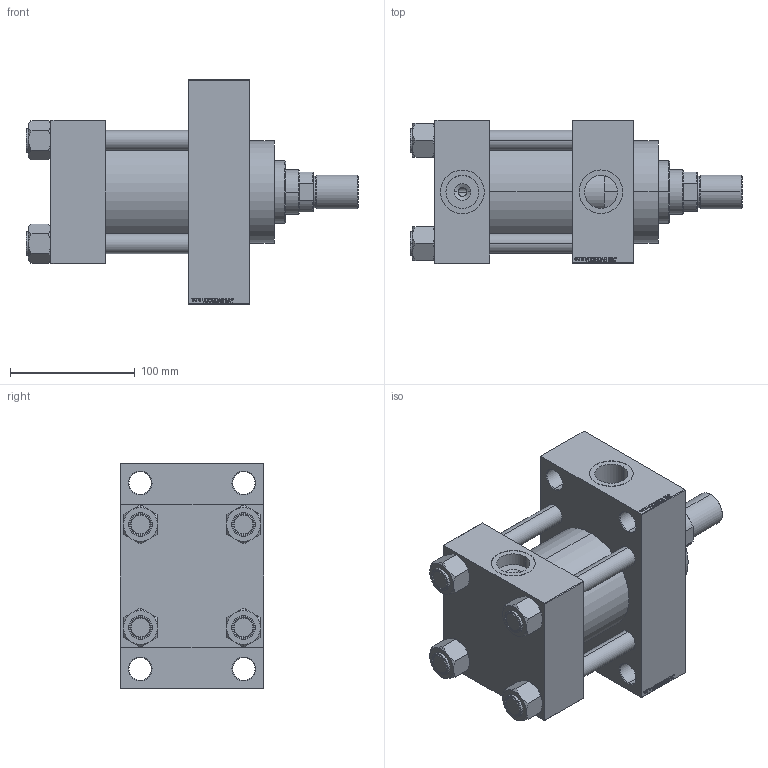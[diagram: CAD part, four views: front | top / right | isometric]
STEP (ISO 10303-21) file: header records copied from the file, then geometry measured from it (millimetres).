
FILE_DESCRIPTION (( 'STEP AP203' ), '1' );
FILE_NAME ('9e2a.STEP', '2022-10-04T12:20:05', ( '' ), ( '' ), 'SwSTEP 2.0', 'SolidWorks 2019', '' );
FILE_SCHEMA (( 'CONFIG_CONTROL_DESIGN' ));
Length unit declared in the file: millimetre
Products named in the file (7): V215CD_VCP_D fc0f6220158ef120c8be117457f7446e; ROD_END_AH fc0f6220158ef120c8be117457f7446e; 9e2a; V215CD_VC_A fc0f6220158ef120c8be117457f7446e; V215CD_D_Body fc0f6220158ef120c8be117457f7446e; V215CD_D_TYCINKA fc0f6220158ef120c8be117457f7446e; V215CD_NUT_M5_D fc0f6220158ef120c8be117457f7446e
Assembly tree (12 placements, depth 2):
  9e2a
    V215CD_D_Body fc0f6220158ef120c8be117457f7446e
    V215CD_VC_A fc0f6220158ef120c8be117457f7446e
    V215CD_VCP_D fc0f6220158ef120c8be117457f7446e
    V215CD_D_TYCINKA fc0f6220158ef120c8be117457f7446e  x4
    V215CD_NUT_M5_D fc0f6220158ef120c8be117457f7446e  x4
    ROD_END_AH fc0f6220158ef120c8be117457f7446e
Bounding box: 266 x 115 x 180 mm (x, y, z)
Volume: 1999487.6 mm3; surface area: 300743.9 mm2
Topology: 12 solids, 12 shells, 1173 faces, 2945 edges, 1911 vertices
Faces by surface type: plane 551, bspline 368, cone 148, cylinder 96, torus 10
Entity records: 48354 total; most frequent: CARTESIAN_POINT 25283, ORIENTED_EDGE 5154, DIRECTION 3383, EDGE_CURVE 2577, VERTEX_POINT 1689, LINE 1541, VECTOR 1541, EDGE_LOOP 1152
